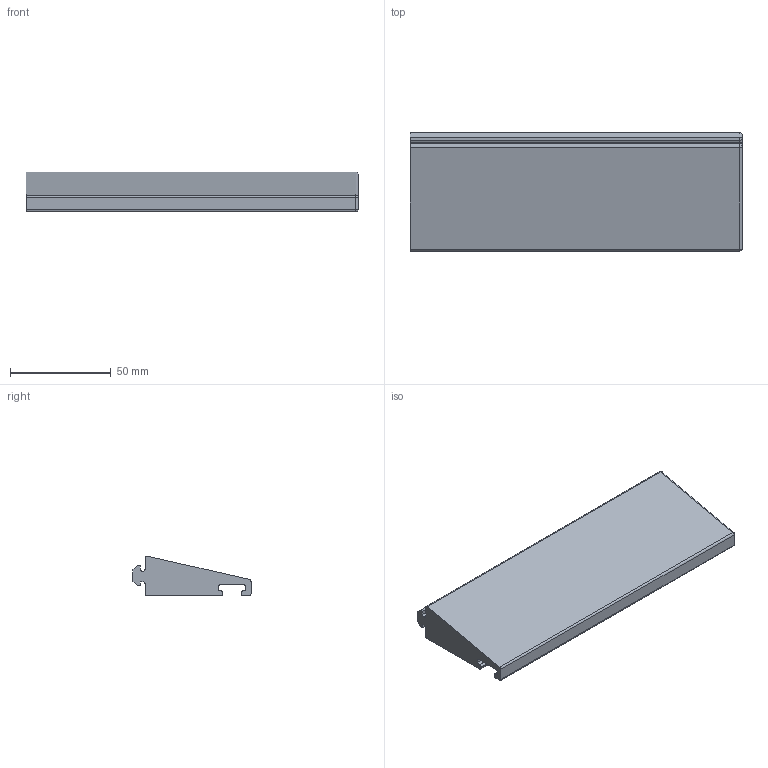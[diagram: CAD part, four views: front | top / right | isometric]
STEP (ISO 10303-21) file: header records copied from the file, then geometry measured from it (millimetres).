
FILE_DESCRIPTION(/* description */ ('STEP AP242','CAx-IF Rec.Pracs.---Representation and Presentation of Product Manufacturing Information (PMI)---4.0---2014-10-13','CAx-IF Rec.Pracs.---3D Tessellated Geometry---0.4---2014-09-14','2;1'),/* implementation_level */ '2;1');
FILE_NAME(/* name */ '687161518a143a5e0a53d7e3',/* time_stamp */ '2025-07-11T19:09:06Z',/* author */ (''),/* organization */ (''),/* preprocessor_version */ 'ST-DEVELOPER v20',/* originating_system */ 'ONSHAPE BY PTC INC, 1.200',/* authorisation */ ' ');
FILE_SCHEMA (('AP242_MANAGED_MODEL_BASED_3D_ENGINEERING_MIM_LF { 1 0 10303 442 1 1 4 }'));
Length unit declared in the file: metre
Products named in the file (1): Part 2
Bounding box: 165 x 58.65 x 19.74 mm (x, y, z)
Volume: 118154.5 mm3; surface area: 28892.3 mm2
Topology: 1 solids, 1 shells, 76 faces, 185 edges, 99 vertices
Faces by surface type: cylinder 37, plane 24, sphere 8, bspline 4, torus 3
Entity records: 2186 total; most frequent: CARTESIAN_POINT 437, DIRECTION 387, ORIENTED_EDGE 346, EDGE_CURVE 173, AXIS2_PLACEMENT_3D 142, LINE 103, VECTOR 103, VERTEX_POINT 99
